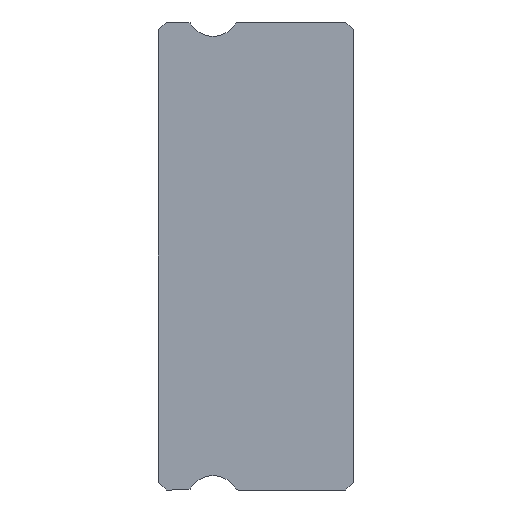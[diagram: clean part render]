
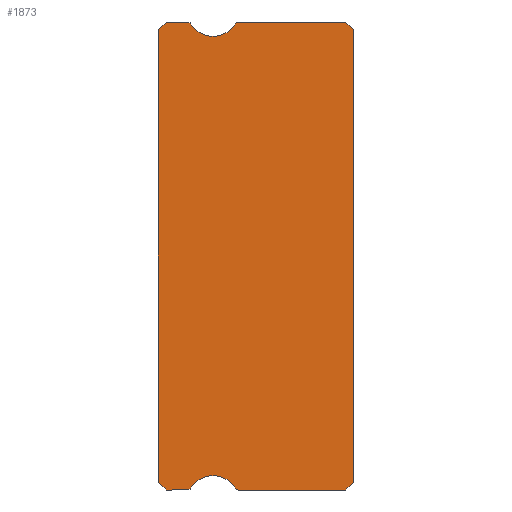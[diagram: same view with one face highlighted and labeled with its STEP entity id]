
A CAD part, left-side view. The second image highlights one B-rep face of the part: STEP entity #1873.
In plain terms, the highlighted planar face has unit normal (-1, 0, 0).
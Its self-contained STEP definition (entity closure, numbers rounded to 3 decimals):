
#24 = EDGE_CURVE ( 'NONE', #339, #1845, #34, .T. ) ;
#34 = CIRCLE ( 'NONE', #1453, 0.15 ) ;
#35 = EDGE_CURVE ( 'NONE', #650, #590, #381, .T. ) ;
#78 = CARTESIAN_POINT ( 'NONE',  ( -5., 7.5, -8.7 ) ) ;
#83 = LINE ( 'NONE', #634, #1030 ) ;
#84 = CARTESIAN_POINT ( 'NONE',  ( -5., 4.419, 8.85 ) ) ;
#89 = EDGE_LOOP ( 'NONE', ( #1632, #2378, #1575, #1110, #2422, #197, #1741, #258, #976, #347, #1195, #1437, #465, #1002, #1940, #2039, #2251 ) ) ;
#93 = CARTESIAN_POINT ( 'NONE',  ( -5., 6.253, 8.928 ) ) ;
#94 = DIRECTION ( 'NONE',  ( 0., 0., -1. ) ) ;
#102 = EDGE_CURVE ( 'NONE', #1432, #2337, #154, .T. ) ;
#104 = CARTESIAN_POINT ( 'NONE',  ( -5., 5.4, 9.45 ) ) ;
#122 = EDGE_CURVE ( 'NONE', #959, #2337, #1313, .T. ) ;
#136 = AXIS2_PLACEMENT_3D ( 'NONE', #1578, #2352, #1370 ) ;
#154 = LINE ( 'NONE', #2125, #1909 ) ;
#193 = CARTESIAN_POINT ( 'NONE',  ( -5., 0., -8.7 ) ) ;
#197 = ORIENTED_EDGE ( 'NONE', *, *, #24, .F. ) ;
#251 = VERTEX_POINT ( 'NONE', #546 ) ;
#258 = ORIENTED_EDGE ( 'NONE', *, *, #1051, .F. ) ;
#279 = VECTOR ( 'NONE', #2404, 1000. ) ;
#284 = CARTESIAN_POINT ( 'NONE',  ( -5., 5.4, 8.45 ) ) ;
#325 = CARTESIAN_POINT ( 'NONE',  ( -5., 0.3, -9. ) ) ;
#327 = CARTESIAN_POINT ( 'NONE',  ( -5., 4.419, -9. ) ) ;
#339 = VERTEX_POINT ( 'NONE', #327 ) ;
#347 = ORIENTED_EDGE ( 'NONE', *, *, #102, .F. ) ;
#348 = CARTESIAN_POINT ( 'NONE',  ( -5., 0., 8.7 ) ) ;
#362 = VERTEX_POINT ( 'NONE', #1551 ) ;
#381 = LINE ( 'NONE', #1153, #852 ) ;
#416 = DIRECTION ( 'NONE',  ( 0., 1., 0. ) ) ;
#434 = DIRECTION ( 'NONE',  ( 1., 0., 0. ) ) ;
#464 = CIRCLE ( 'NONE', #2085, 1. ) ;
#465 = ORIENTED_EDGE ( 'NONE', *, *, #1134, .F. ) ;
#471 = CARTESIAN_POINT ( 'NONE',  ( -5., 0., -8.7 ) ) ;
#521 = EDGE_CURVE ( 'NONE', #522, #2383, #1991, .T. ) ;
#522 = VERTEX_POINT ( 'NONE', #93 ) ;
#524 = CARTESIAN_POINT ( 'NONE',  ( -5., 6.381, 9. ) ) ;
#546 = CARTESIAN_POINT ( 'NONE',  ( -5., 6.253, -8.928 ) ) ;
#590 = VERTEX_POINT ( 'NONE', #1798 ) ;
#630 = AXIS2_PLACEMENT_3D ( 'NONE', #2054, #2301, #1527 ) ;
#634 = CARTESIAN_POINT ( 'NONE',  ( -5., 7.5, 8.7 ) ) ;
#637 = LINE ( 'NONE', #471, #2336 ) ;
#648 = DIRECTION ( 'NONE',  ( 0., 0.707, -0.707 ) ) ;
#650 = VERTEX_POINT ( 'NONE', #78 ) ;
#670 = CIRCLE ( 'NONE', #630, 1. ) ;
#731 = CARTESIAN_POINT ( 'NONE',  ( -5., 4.419, -8.85 ) ) ;
#756 = DIRECTION ( 'NONE',  ( 1., 0., 0. ) ) ;
#844 = VERTEX_POINT ( 'NONE', #1390 ) ;
#849 = DIRECTION ( 'NONE',  ( 1., 0., 0. ) ) ;
#852 = VECTOR ( 'NONE', #1530, 1000. ) ;
#860 = DIRECTION ( 'NONE',  ( 0., 0.707, -0.707 ) ) ;
#874 = CARTESIAN_POINT ( 'NONE',  ( -5., 0.3, 9. ) ) ;
#878 = AXIS2_PLACEMENT_3D ( 'NONE', #84, #849, #2033 ) ;
#891 = AXIS2_PLACEMENT_3D ( 'NONE', #104, #1989, #1653 ) ;
#922 = VERTEX_POINT ( 'NONE', #2160 ) ;
#949 = VERTEX_POINT ( 'NONE', #2316 ) ;
#953 = CIRCLE ( 'NONE', #136, 0.15 ) ;
#959 = VERTEX_POINT ( 'NONE', #193 ) ;
#976 = ORIENTED_EDGE ( 'NONE', *, *, #122, .T. ) ;
#988 = CARTESIAN_POINT ( 'NONE',  ( -5., 6.381, 8.85 ) ) ;
#998 = VECTOR ( 'NONE', #416, 1000. ) ;
#1002 = ORIENTED_EDGE ( 'NONE', *, *, #521, .F. ) ;
#1015 = EDGE_CURVE ( 'NONE', #650, #949, #1626, .T. ) ;
#1020 = CARTESIAN_POINT ( 'NONE',  ( -5., 0., 8.7 ) ) ;
#1030 = VECTOR ( 'NONE', #860, 1000. ) ;
#1032 = VECTOR ( 'NONE', #1118, 1000. ) ;
#1044 = CIRCLE ( 'NONE', #878, 0.15 ) ;
#1051 = EDGE_CURVE ( 'NONE', #959, #1644, #637, .T. ) ;
#1110 = ORIENTED_EDGE ( 'NONE', *, *, #1423, .F. ) ;
#1117 = DIRECTION ( 'NONE',  ( 0., 0., -1. ) ) ;
#1118 = DIRECTION ( 'NONE',  ( 0., -1., 0. ) ) ;
#1134 = EDGE_CURVE ( 'NONE', #2383, #362, #670, .T. ) ;
#1153 = CARTESIAN_POINT ( 'NONE',  ( -5., 7.5, 8.85 ) ) ;
#1195 = ORIENTED_EDGE ( 'NONE', *, *, #1907, .F. ) ;
#1204 = EDGE_CURVE ( 'NONE', #1644, #339, #2343, .T. ) ;
#1265 = DIRECTION ( 'NONE',  ( 0., -1., 0. ) ) ;
#1271 = VERTEX_POINT ( 'NONE', #2159 ) ;
#1292 = LINE ( 'NONE', #2081, #2369 ) ;
#1313 = LINE ( 'NONE', #348, #2315 ) ;
#1344 = AXIS2_PLACEMENT_3D ( 'NONE', #1837, #1789, #94 ) ;
#1370 = DIRECTION ( 'NONE',  ( 0., 0., -1. ) ) ;
#1380 = PLANE ( 'NONE',  #1517 ) ;
#1382 = CIRCLE ( 'NONE', #1344, 0.15 ) ;
#1383 = EDGE_CURVE ( 'NONE', #922, #590, #83, .T. ) ;
#1390 = CARTESIAN_POINT ( 'NONE',  ( -5., 6.381, 9. ) ) ;
#1423 = EDGE_CURVE ( 'NONE', #251, #1271, #1382, .T. ) ;
#1432 = VERTEX_POINT ( 'NONE', #874 ) ;
#1437 = ORIENTED_EDGE ( 'NONE', *, *, #2295, .F. ) ;
#1452 = CARTESIAN_POINT ( 'NONE',  ( -5., 7.2, -9. ) ) ;
#1453 = AXIS2_PLACEMENT_3D ( 'NONE', #731, #756, #1117 ) ;
#1485 = LINE ( 'NONE', #524, #1032 ) ;
#1517 = AXIS2_PLACEMENT_3D ( 'NONE', #988, #434, #1784 ) ;
#1527 = DIRECTION ( 'NONE',  ( 0., 0., -1. ) ) ;
#1530 = DIRECTION ( 'NONE',  ( 0., 0., 1. ) ) ;
#1531 = DIRECTION ( 'NONE',  ( -1., 0., 0. ) ) ;
#1551 = CARTESIAN_POINT ( 'NONE',  ( -5., 4.547, 8.928 ) ) ;
#1556 = EDGE_CURVE ( 'NONE', #949, #1271, #1292, .T. ) ;
#1575 = ORIENTED_EDGE ( 'NONE', *, *, #1556, .T. ) ;
#1578 = CARTESIAN_POINT ( 'NONE',  ( -5., 6.381, 8.85 ) ) ;
#1585 = CARTESIAN_POINT ( 'NONE',  ( -5., 5.4, -9.45 ) ) ;
#1625 = CARTESIAN_POINT ( 'NONE',  ( -5., 7.2, 9. ) ) ;
#1626 = LINE ( 'NONE', #1452, #2087 ) ;
#1632 = ORIENTED_EDGE ( 'NONE', *, *, #35, .F. ) ;
#1644 = VERTEX_POINT ( 'NONE', #325 ) ;
#1653 = DIRECTION ( 'NONE',  ( 0., 0., -1. ) ) ;
#1722 = EDGE_CURVE ( 'NONE', #844, #522, #953, .T. ) ;
#1741 = ORIENTED_EDGE ( 'NONE', *, *, #1204, .F. ) ;
#1784 = DIRECTION ( 'NONE',  ( 0., 0., -1. ) ) ;
#1789 = DIRECTION ( 'NONE',  ( 1., 0., 0. ) ) ;
#1798 = CARTESIAN_POINT ( 'NONE',  ( -5., 7.5, 8.7 ) ) ;
#1818 = LINE ( 'NONE', #1625, #279 ) ;
#1837 = CARTESIAN_POINT ( 'NONE',  ( -5., 6.381, -8.85 ) ) ;
#1845 = VERTEX_POINT ( 'NONE', #2473 ) ;
#1873 = ADVANCED_FACE ( 'NONE', ( #2188 ), #1380, .F. ) ;
#1893 = EDGE_CURVE ( 'NONE', #1845, #251, #464, .T. ) ;
#1907 = EDGE_CURVE ( 'NONE', #2309, #1432, #1485, .T. ) ;
#1909 = VECTOR ( 'NONE', #2090, 1000. ) ;
#1940 = ORIENTED_EDGE ( 'NONE', *, *, #1722, .F. ) ;
#1989 = DIRECTION ( 'NONE',  ( -1., 0., 0. ) ) ;
#1991 = CIRCLE ( 'NONE', #891, 1. ) ;
#2021 = CARTESIAN_POINT ( 'NONE',  ( -5., 4.419, 9. ) ) ;
#2033 = DIRECTION ( 'NONE',  ( 0., 0., -1. ) ) ;
#2039 = ORIENTED_EDGE ( 'NONE', *, *, #2314, .T. ) ;
#2054 = CARTESIAN_POINT ( 'NONE',  ( -5., 5.4, 9.45 ) ) ;
#2081 = CARTESIAN_POINT ( 'NONE',  ( -5., 6.381, -9. ) ) ;
#2085 = AXIS2_PLACEMENT_3D ( 'NONE', #1585, #1531, #2105 ) ;
#2087 = VECTOR ( 'NONE', #2405, 1000. ) ;
#2090 = DIRECTION ( 'NONE',  ( 0., -0.707, -0.707 ) ) ;
#2105 = DIRECTION ( 'NONE',  ( 0., 0., -1. ) ) ;
#2125 = CARTESIAN_POINT ( 'NONE',  ( -5., 0.3, 9. ) ) ;
#2134 = CARTESIAN_POINT ( 'NONE',  ( -5., 6.381, -9. ) ) ;
#2159 = CARTESIAN_POINT ( 'NONE',  ( -5., 6.381, -9. ) ) ;
#2160 = CARTESIAN_POINT ( 'NONE',  ( -5., 7.2, 9. ) ) ;
#2188 = FACE_OUTER_BOUND ( 'NONE', #89, .T. ) ;
#2251 = ORIENTED_EDGE ( 'NONE', *, *, #1383, .T. ) ;
#2295 = EDGE_CURVE ( 'NONE', #362, #2309, #1044, .T. ) ;
#2301 = DIRECTION ( 'NONE',  ( -1., 0., 0. ) ) ;
#2309 = VERTEX_POINT ( 'NONE', #2021 ) ;
#2314 = EDGE_CURVE ( 'NONE', #844, #922, #1818, .T. ) ;
#2315 = VECTOR ( 'NONE', #2525, 1000. ) ;
#2316 = CARTESIAN_POINT ( 'NONE',  ( -5., 7.2, -9. ) ) ;
#2336 = VECTOR ( 'NONE', #648, 1000. ) ;
#2337 = VERTEX_POINT ( 'NONE', #1020 ) ;
#2343 = LINE ( 'NONE', #2134, #998 ) ;
#2352 = DIRECTION ( 'NONE',  ( 1., 0., 0. ) ) ;
#2369 = VECTOR ( 'NONE', #1265, 1000. ) ;
#2378 = ORIENTED_EDGE ( 'NONE', *, *, #1015, .T. ) ;
#2383 = VERTEX_POINT ( 'NONE', #284 ) ;
#2404 = DIRECTION ( 'NONE',  ( 0., 1., 0. ) ) ;
#2405 = DIRECTION ( 'NONE',  ( 0., -0.707, -0.707 ) ) ;
#2422 = ORIENTED_EDGE ( 'NONE', *, *, #1893, .F. ) ;
#2473 = CARTESIAN_POINT ( 'NONE',  ( -5., 4.547, -8.928 ) ) ;
#2525 = DIRECTION ( 'NONE',  ( 0., 0., 1. ) ) ;
